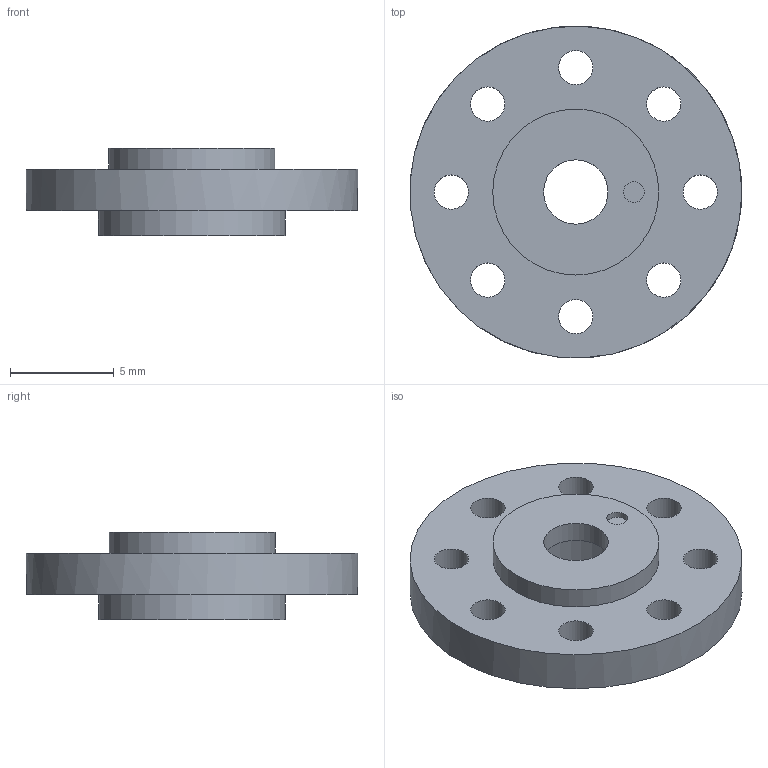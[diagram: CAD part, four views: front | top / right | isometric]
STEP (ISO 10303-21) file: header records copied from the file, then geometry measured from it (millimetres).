
FILE_DESCRIPTION((''),'2;1');
FILE_NAME('TEMP.stp','2017-10-30T16:12:55',(''),(''),'STEP Write','Mastercam X9 ... CNC Software, Inc.','');
FILE_SCHEMA(('AUTOMOTIVE_DESIGN'));
Length unit declared in the file: millimetre
Products named in the file (1): None
Bounding box: 15.98 x 15.98 x 4.2 mm (x, y, z)
Volume: 396.3 mm3; surface area: 666.3 mm2
Topology: 1 solids, 1 shells, 20 faces, 54 edges, 40 vertices
Faces by surface type: cylinder 14, plane 6
Full cylindrical faces by diameter (mm): 1 x1, 1.65 x8, 3.1 x1, 6 x1, 8 x1, 9 x1, 16 x1
Entity records: 538 total; most frequent: DIRECTION 96, CARTESIAN_POINT 76, ORIENTED_EDGE 56, EDGE_LOOP 56, FACE_BOUND 50, AXIS2_PLACEMENT_3D 48, VERTEX_POINT 28, CIRCLE 28
